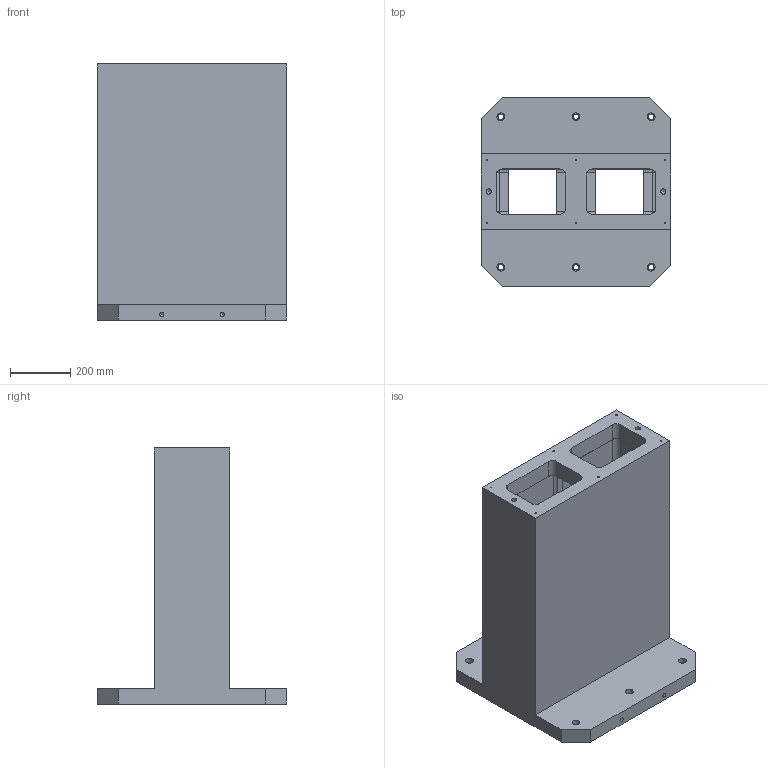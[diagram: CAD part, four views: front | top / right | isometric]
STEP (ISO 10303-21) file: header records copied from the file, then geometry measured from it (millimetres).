
FILE_DESCRIPTION( ( 'Unknown' ), '1' );
FILE_NAME( 'BP10-630630-0850.stp', 'Unknown', ( 'S.C.H' ), ( 'Unknown' ), 'XStep 1.0', 'Unknown', ' ' );
FILE_SCHEMA( ( 'CONFIG_CONTROL_DESIGN' ) );
Length unit declared in the file: millimetre
Products named in the file (1): 1
Bounding box: 630 x 630 x 850 mm (x, y, z)
Volume: 70697833.5 mm3; surface area: 3496753.5 mm2
Topology: 1 solids, 1 shells, 194 faces, 494 edges, 296 vertices
Faces by surface type: cylinder 81, plane 62, torus 32, cone 11, sphere 8
Full cylindrical faces by diameter (mm): 5 x6, 14 x3, 17.5 x2, 18 x6, 26 x6
Entity records: 6172 total; most frequent: CARTESIAN_POINT 1638, DIRECTION 974, ORIENTED_EDGE 860, EDGE_CURVE 430, AXIS2_PLACEMENT_3D 377, VERTEX_POINT 285, EDGE_LOOP 250, LINE 220
